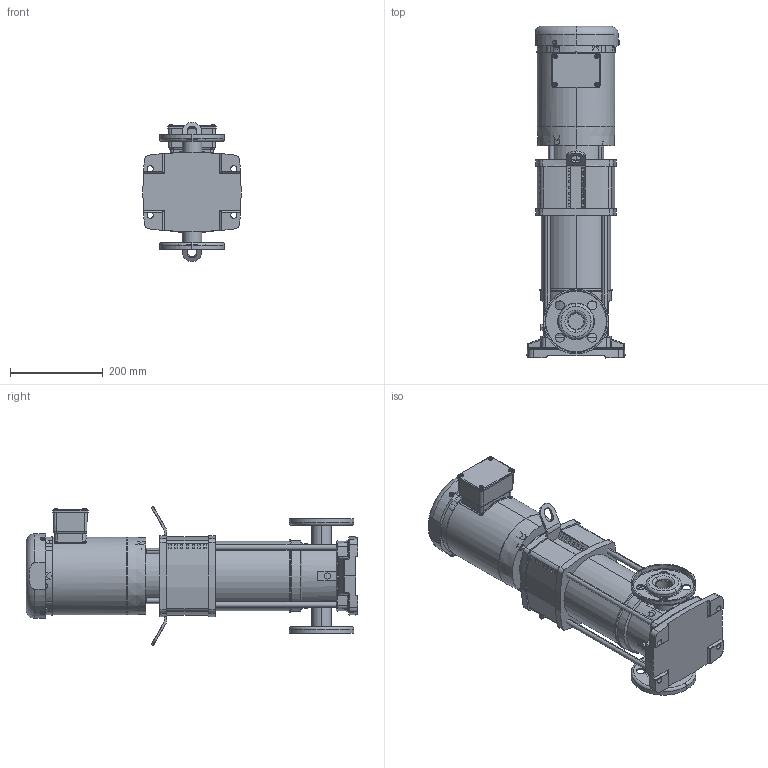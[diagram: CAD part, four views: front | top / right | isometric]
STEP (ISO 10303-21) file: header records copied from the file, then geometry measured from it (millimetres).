
FILE_DESCRIPTION (( 'STEP AP203' ), '1' );
FILE_NAME ('HELIX V20-04_208-230-460V.STEP', '2017-10-26T21:13:31', ( '' ), ( '' ), 'SwSTEP 2.0', 'SolidWorks 2017', '' );
FILE_SCHEMA (( 'CONFIG_CONTROL_DESIGN' ));
Length unit declared in the file: inch
Products named in the file (1): HELIX V20-04_208-230-460V
Bounding box: 211.48 x 715.35 x 300 mm (x, y, z)
Volume: 13958464.6 mm3; surface area: 962326.1 mm2
Topology: 21 solids, 21 shells, 1178 faces, 2971 edges, 1889 vertices
Faces by surface type: plane 596, cylinder 256, cone 149, torus 95, sphere 49, bspline 33
Entity records: 38810 total; most frequent: CARTESIAN_POINT 10032, DIRECTION 6118, ORIENTED_EDGE 5918, EDGE_CURVE 2959, AXIS2_PLACEMENT_3D 2311, VERTEX_POINT 1889, LINE 1496, VECTOR 1496
